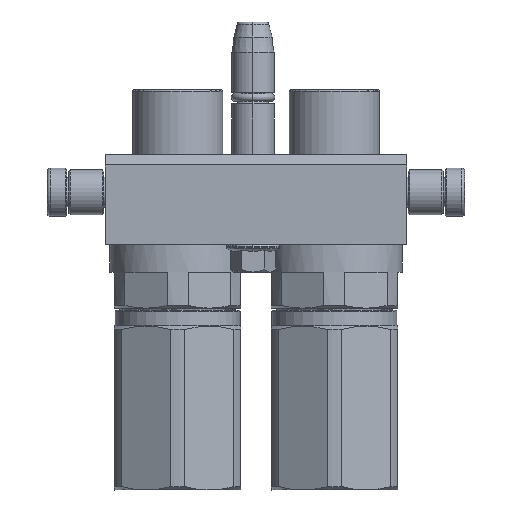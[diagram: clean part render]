
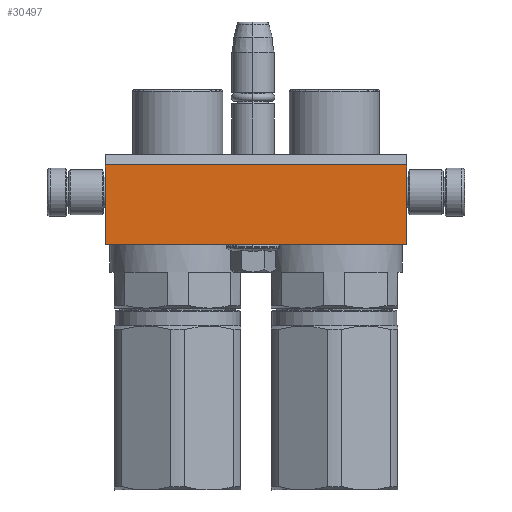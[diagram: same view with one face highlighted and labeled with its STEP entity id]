
A CAD part, left-side view. The second image highlights one B-rep face of the part: STEP entity #30497.
In plain terms, the highlighted face is planar.
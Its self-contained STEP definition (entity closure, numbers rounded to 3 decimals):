
#1750 = FACE_OUTER_BOUND ( 'NONE', #29119, .T. ) ;
#2713 = DIRECTION ( 'NONE',  ( 0., 1., 0. ) ) ;
#3158 = DIRECTION ( 'NONE',  ( 1., 0., 0. ) ) ;
#3287 = PLANE ( 'NONE',  #26299 ) ;
#3736 = LINE ( 'NONE', #27983, #19466 ) ;
#4890 = VECTOR ( 'NONE', #35694, 1000. ) ;
#5669 = CARTESIAN_POINT ( 'NONE',  ( 50., -15., 56. ) ) ;
#5674 = VERTEX_POINT ( 'NONE', #11413 ) ;
#6203 = EDGE_CURVE ( 'NONE', #11043, #24864, #31856, .T. ) ;
#9425 = DIRECTION ( 'NONE',  ( 1., 0., 0. ) ) ;
#11043 = VERTEX_POINT ( 'NONE', #5669 ) ;
#11413 = CARTESIAN_POINT ( 'NONE',  ( -50., 11.536, 56. ) ) ;
#13113 = CARTESIAN_POINT ( 'NONE',  ( -50., -15., 56. ) ) ;
#14301 = ORIENTED_EDGE ( 'NONE', *, *, #29009, .T. ) ;
#14745 = LINE ( 'NONE', #34213, #20648 ) ;
#16705 = ORIENTED_EDGE ( 'NONE', *, *, #36810, .F. ) ;
#19466 = VECTOR ( 'NONE', #24840, 1000. ) ;
#20501 = VECTOR ( 'NONE', #2713, 1000. ) ;
#20648 = VECTOR ( 'NONE', #9425, 1000. ) ;
#21058 = ORIENTED_EDGE ( 'NONE', *, *, #34808, .F. ) ;
#21809 = CARTESIAN_POINT ( 'NONE',  ( 50., -15., 56. ) ) ;
#23178 = VERTEX_POINT ( 'NONE', #29212 ) ;
#24374 = CARTESIAN_POINT ( 'NONE',  ( 50., 11.536, 56. ) ) ;
#24840 = DIRECTION ( 'NONE',  ( 0., 1., 0. ) ) ;
#24864 = VERTEX_POINT ( 'NONE', #24374 ) ;
#26299 = AXIS2_PLACEMENT_3D ( 'NONE', #34927, #28446, #3158 ) ;
#27563 = LINE ( 'NONE', #13113, #4890 ) ;
#27983 = CARTESIAN_POINT ( 'NONE',  ( -50., -15., 56. ) ) ;
#28446 = DIRECTION ( 'NONE',  ( 0., 0., 1. ) ) ;
#29009 = EDGE_CURVE ( 'NONE', #23178, #11043, #27563, .T. ) ;
#29119 = EDGE_LOOP ( 'NONE', ( #16705, #14301, #30299, #21058 ) ) ;
#29212 = CARTESIAN_POINT ( 'NONE',  ( -50., -15., 56. ) ) ;
#30299 = ORIENTED_EDGE ( 'NONE', *, *, #6203, .T. ) ;
#30497 = ADVANCED_FACE ( 'NONE', ( #1750 ), #3287, .T. ) ;
#31856 = LINE ( 'NONE', #21809, #20501 ) ;
#34213 = CARTESIAN_POINT ( 'NONE',  ( -50., 11.536, 56. ) ) ;
#34808 = EDGE_CURVE ( 'NONE', #5674, #24864, #14745, .T. ) ;
#34927 = CARTESIAN_POINT ( 'NONE',  ( -50., -15., 56. ) ) ;
#35694 = DIRECTION ( 'NONE',  ( 1., 0., 0. ) ) ;
#36810 = EDGE_CURVE ( 'NONE', #23178, #5674, #3736, .T. ) ;
